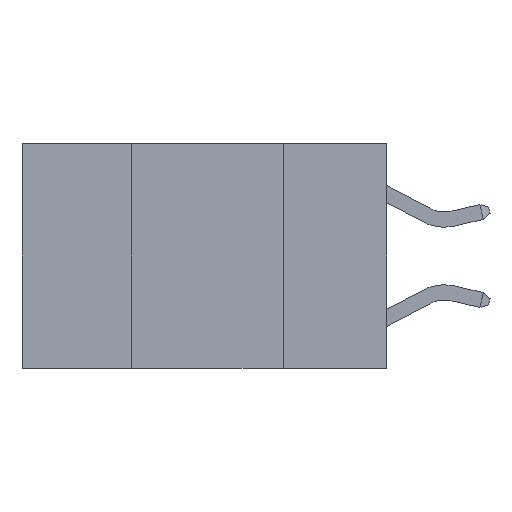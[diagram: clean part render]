
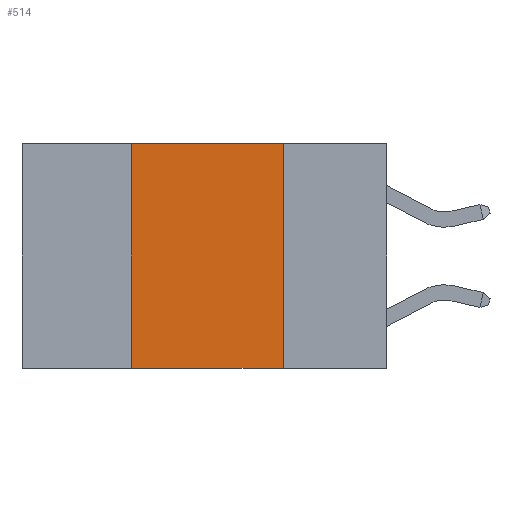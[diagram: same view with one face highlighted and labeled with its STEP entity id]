
A CAD part, left-side view. The second image highlights one B-rep face of the part: STEP entity #514.
In plain terms, the highlighted planar face has unit normal (-1, 0, 0).
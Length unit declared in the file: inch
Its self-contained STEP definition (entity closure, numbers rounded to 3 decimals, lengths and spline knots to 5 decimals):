
#380 = DIRECTION ( 'NONE',  ( 0., 0., -1. ) ) ;
#514 = ADVANCED_FACE ( 'NONE', ( #6300 ), #22516, .F. ) ;
#686 = VECTOR ( 'NONE', #16641, 39.37008 ) ;
#2355 = DIRECTION ( 'NONE',  ( 1., 0., 0. ) ) ;
#3112 = VERTEX_POINT ( 'NONE', #16455 ) ;
#5359 = EDGE_LOOP ( 'NONE', ( #8724, #11844, #9964, #18847 ) ) ;
#6300 = FACE_OUTER_BOUND ( 'NONE', #5359, .T. ) ;
#6559 = CARTESIAN_POINT ( 'NONE',  ( 0., 0.6, 0. ) ) ;
#7440 = EDGE_CURVE ( 'NONE', #19646, #13391, #14673, .T. ) ;
#8724 = ORIENTED_EDGE ( 'NONE', *, *, #17783, .F. ) ;
#9480 = CARTESIAN_POINT ( 'NONE',  ( 0., 0.17, -0.37 ) ) ;
#9964 = ORIENTED_EDGE ( 'NONE', *, *, #11189, .F. ) ;
#11189 = EDGE_CURVE ( 'NONE', #19646, #19779, #12837, .T. ) ;
#11512 = LINE ( 'NONE', #13500, #21337 ) ;
#11643 = VECTOR ( 'NONE', #23190, 39.37008 ) ;
#11828 = LINE ( 'NONE', #24531, #16290 ) ;
#11844 = ORIENTED_EDGE ( 'NONE', *, *, #14666, .F. ) ;
#12631 = DIRECTION ( 'NONE',  ( 0., 0., -1. ) ) ;
#12837 = LINE ( 'NONE', #18961, #11643 ) ;
#13391 = VERTEX_POINT ( 'NONE', #9480 ) ;
#13500 = CARTESIAN_POINT ( 'NONE',  ( 0., 0.6, 0. ) ) ;
#14666 = EDGE_CURVE ( 'NONE', #19779, #3112, #11512, .T. ) ;
#14673 = LINE ( 'NONE', #25106, #686 ) ;
#16290 = VECTOR ( 'NONE', #12631, 39.37008 ) ;
#16455 = CARTESIAN_POINT ( 'NONE',  ( 0., 0.17, 0. ) ) ;
#16641 = DIRECTION ( 'NONE',  ( 0., -1., 0. ) ) ;
#17783 = EDGE_CURVE ( 'NONE', #3112, #13391, #11828, .T. ) ;
#18847 = ORIENTED_EDGE ( 'NONE', *, *, #7440, .T. ) ;
#18961 = CARTESIAN_POINT ( 'NONE',  ( 0., 0.42, 0. ) ) ;
#19466 = DIRECTION ( 'NONE',  ( 0., -1., 0. ) ) ;
#19646 = VERTEX_POINT ( 'NONE', #24365 ) ;
#19779 = VERTEX_POINT ( 'NONE', #24900 ) ;
#21337 = VECTOR ( 'NONE', #19466, 39.37008 ) ;
#22516 = PLANE ( 'NONE',  #25112 ) ;
#23190 = DIRECTION ( 'NONE',  ( 0., 0., 1. ) ) ;
#24365 = CARTESIAN_POINT ( 'NONE',  ( 0., 0.42, -0.37 ) ) ;
#24531 = CARTESIAN_POINT ( 'NONE',  ( 0., 0.17, 0. ) ) ;
#24900 = CARTESIAN_POINT ( 'NONE',  ( 0., 0.42, 0. ) ) ;
#25106 = CARTESIAN_POINT ( 'NONE',  ( 0., 0.6, -0.37 ) ) ;
#25112 = AXIS2_PLACEMENT_3D ( 'NONE', #6559, #2355, #380 ) ;
